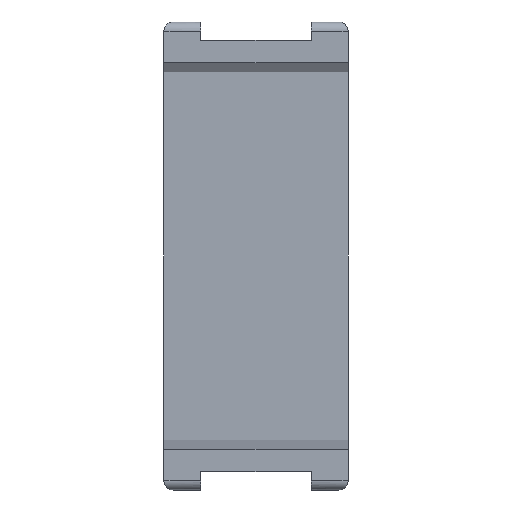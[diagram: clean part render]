
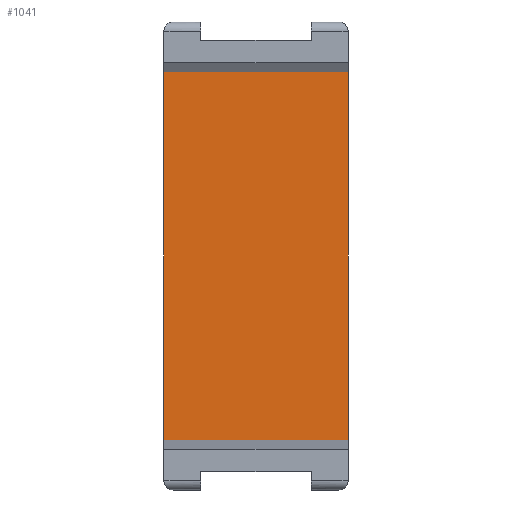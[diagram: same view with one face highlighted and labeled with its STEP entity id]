
A CAD part, front view. The second image highlights one B-rep face of the part: STEP entity #1041.
In plain terms, the highlighted planar face has unit normal (0, -1, 0).
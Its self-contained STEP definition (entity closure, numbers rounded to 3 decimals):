
#699=CARTESIAN_POINT('',(5.,4.25,10.));
#700=VERTEX_POINT('',#699);
#707=CARTESIAN_POINT('',(5.,4.25,-10.));
#708=VERTEX_POINT('',#707);
#709=CARTESIAN_POINT('',(5.,4.25,-10.));
#710=DIRECTION('',(0.,0.,1.));
#711=VECTOR('',#710,20.);
#712=LINE('',#709,#711);
#713=EDGE_CURVE('',#708,#700,#712,.T.);
#915=CARTESIAN_POINT('',(-5.,4.25,-10.));
#916=VERTEX_POINT('',#915);
#923=CARTESIAN_POINT('',(-5.,4.25,10.));
#924=VERTEX_POINT('',#923);
#925=CARTESIAN_POINT('',(-5.,4.25,10.));
#926=DIRECTION('',(0.,0.,-1.));
#927=VECTOR('',#926,20.);
#928=LINE('',#925,#927);
#929=EDGE_CURVE('',#924,#916,#928,.T.);
#1014=CARTESIAN_POINT('',(5.,4.25,10.));
#1015=DIRECTION('',(-1.,0.,0.));
#1016=VECTOR('',#1015,10.);
#1017=LINE('',#1014,#1016);
#1018=EDGE_CURVE('',#700,#924,#1017,.T.);
#1025=CARTESIAN_POINT('',(5.,4.25,0.));
#1026=DIRECTION('',(0.,-1.,0.));
#1027=DIRECTION('',(0.,0.,1.));
#1028=AXIS2_PLACEMENT_3D('',#1025,#1026,#1027);
#1029=PLANE('',#1028);
#1030=ORIENTED_EDGE('',*,*,#929,.T.);
#1031=CARTESIAN_POINT('',(5.,4.25,-10.));
#1032=DIRECTION('',(-1.,0.,0.));
#1033=VECTOR('',#1032,10.);
#1034=LINE('',#1031,#1033);
#1035=EDGE_CURVE('',#708,#916,#1034,.T.);
#1036=ORIENTED_EDGE('',*,*,#1035,.F.);
#1037=ORIENTED_EDGE('',*,*,#713,.T.);
#1038=ORIENTED_EDGE('',*,*,#1018,.T.);
#1039=EDGE_LOOP('',(#1030,#1036,#1037,#1038));
#1040=FACE_BOUND('',#1039,.T.);
#1041=ADVANCED_FACE('',(#1040),#1029,.T.);
